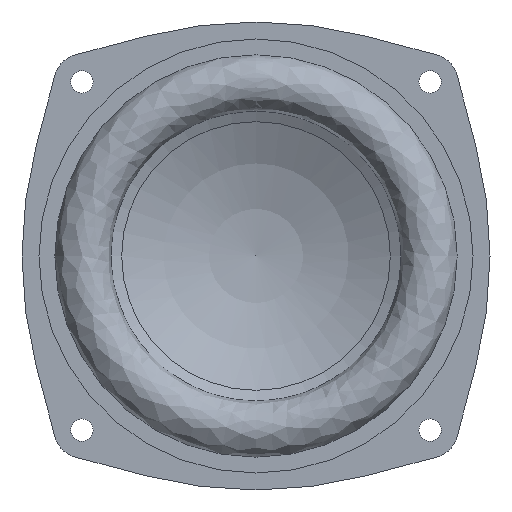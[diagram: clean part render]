
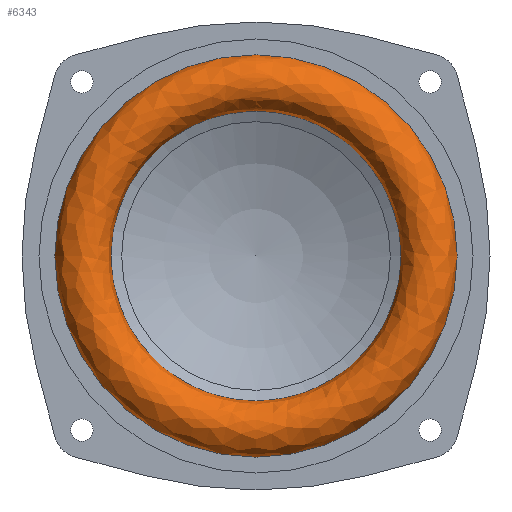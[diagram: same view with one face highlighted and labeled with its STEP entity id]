
A CAD part, front view. The second image highlights one B-rep face of the part: STEP entity #6343.
In plain terms, the highlighted face is a revolution surface.
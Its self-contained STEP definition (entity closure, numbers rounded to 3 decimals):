
#6292 = PLANE('',#6293);
#6293 = AXIS2_PLACEMENT_3D('',#6294,#6295,#6296);
#6294 = CARTESIAN_POINT('',(0.,-2.5,0.));
#6295 = DIRECTION('',(0.,1.,0.));
#6296 = DIRECTION('',(0.,0.,1.));
#6311 = EDGE_CURVE('',#6312,#6312,#6314,.T.);
#6312 = VERTEX_POINT('',#6313);
#6313 = CARTESIAN_POINT('',(0.,-2.5,38.));
#6314 = SURFACE_CURVE('',#6315,(#6320,#6327),.PCURVE_S1.);
#6315 = CIRCLE('',#6316,38.);
#6316 = AXIS2_PLACEMENT_3D('',#6317,#6318,#6319);
#6317 = CARTESIAN_POINT('',(0.,-2.5,0.));
#6318 = DIRECTION('',(0.,1.,0.));
#6319 = DIRECTION('',(0.,0.,1.));
#6320 = PCURVE('',#6292,#6321);
#6321 = DEFINITIONAL_REPRESENTATION('',(#6322),#6326);
#6322 = CIRCLE('',#6323,38.);
#6323 = AXIS2_PLACEMENT_2D('',#6324,#6325);
#6324 = CARTESIAN_POINT('',(0.,0.));
#6325 = DIRECTION('',(1.,0.));
#6326 = ( GEOMETRIC_REPRESENTATION_CONTEXT(2) 
PARAMETRIC_REPRESENTATION_CONTEXT() REPRESENTATION_CONTEXT('2D SPACE',''
  ) );
#6327 = PCURVE('',#6328,#6337);
#6328 = SURFACE_OF_REVOLUTION('',#6329,#6334);
#6329 = CIRCLE('',#6330,5.373);
#6330 = AXIS2_PLACEMENT_3D('',#6331,#6332,#6333);
#6331 = CARTESIAN_POINT('',(0.,-1.627,32.699)
  );
#6332 = DIRECTION('',(1.,0.,0.));
#6333 = DIRECTION('',(0.,1.,0.));
#6334 = AXIS1_PLACEMENT('',#6335,#6336);
#6335 = CARTESIAN_POINT('',(0.,-2.,0.));
#6336 = DIRECTION('',(0.,1.,0.));
#6337 = DEFINITIONAL_REPRESENTATION('',(#6338),#6342);
#6338 = LINE('',#6339,#6340);
#6339 = CARTESIAN_POINT('',(0.,1.734));
#6340 = VECTOR('',#6341,1.);
#6341 = DIRECTION('',(1.,0.));
#6342 = ( GEOMETRIC_REPRESENTATION_CONTEXT(2) 
PARAMETRIC_REPRESENTATION_CONTEXT() REPRESENTATION_CONTEXT('2D SPACE',''
  ) );
#6343 = ADVANCED_FACE('',(#6344),#6328,.F.);
#6344 = FACE_BOUND('',#6345,.F.);
#6345 = EDGE_LOOP('',(#6346,#6347,#6371,#6398));
#6346 = ORIENTED_EDGE('',*,*,#6311,.T.);
#6347 = ORIENTED_EDGE('',*,*,#6348,.T.);
#6348 = EDGE_CURVE('',#6312,#6349,#6351,.T.);
#6349 = VERTEX_POINT('',#6350);
#6350 = CARTESIAN_POINT('',(0.,0.979,28.));
#6351 = SEAM_CURVE('',#6352,(#6357,#6364),.PCURVE_S1.);
#6352 = CIRCLE('',#6353,5.373);
#6353 = AXIS2_PLACEMENT_3D('',#6354,#6355,#6356);
#6354 = CARTESIAN_POINT('',(0.,-1.627,32.699)
  );
#6355 = DIRECTION('',(1.,0.,0.));
#6356 = DIRECTION('',(0.,1.,0.));
#6357 = PCURVE('',#6328,#6358);
#6358 = DEFINITIONAL_REPRESENTATION('',(#6359),#6363);
#6359 = LINE('',#6360,#6361);
#6360 = CARTESIAN_POINT('',(0.,0.));
#6361 = VECTOR('',#6362,1.);
#6362 = DIRECTION('',(0.,1.));
#6363 = ( GEOMETRIC_REPRESENTATION_CONTEXT(2) 
PARAMETRIC_REPRESENTATION_CONTEXT() REPRESENTATION_CONTEXT('2D SPACE',''
  ) );
#6364 = PCURVE('',#6328,#6365);
#6365 = DEFINITIONAL_REPRESENTATION('',(#6366),#6370);
#6366 = LINE('',#6367,#6368);
#6367 = CARTESIAN_POINT('',(6.283,0.));
#6368 = VECTOR('',#6369,1.);
#6369 = DIRECTION('',(0.,1.));
#6370 = ( GEOMETRIC_REPRESENTATION_CONTEXT(2) 
PARAMETRIC_REPRESENTATION_CONTEXT() REPRESENTATION_CONTEXT('2D SPACE',''
  ) );
#6371 = ORIENTED_EDGE('',*,*,#6372,.F.);
#6372 = EDGE_CURVE('',#6349,#6349,#6373,.T.);
#6373 = SURFACE_CURVE('',#6374,(#6379,#6386),.PCURVE_S1.);
#6374 = CIRCLE('',#6375,28.);
#6375 = AXIS2_PLACEMENT_3D('',#6376,#6377,#6378);
#6376 = CARTESIAN_POINT('',(0.,0.979,0.));
#6377 = DIRECTION('',(0.,1.,0.));
#6378 = DIRECTION('',(0.,0.,1.));
#6379 = PCURVE('',#6328,#6380);
#6380 = DEFINITIONAL_REPRESENTATION('',(#6381),#6385);
#6381 = LINE('',#6382,#6383);
#6382 = CARTESIAN_POINT('',(0.,5.219));
#6383 = VECTOR('',#6384,1.);
#6384 = DIRECTION('',(1.,0.));
#6385 = ( GEOMETRIC_REPRESENTATION_CONTEXT(2) 
PARAMETRIC_REPRESENTATION_CONTEXT() REPRESENTATION_CONTEXT('2D SPACE',''
  ) );
#6386 = PCURVE('',#6387,#6392);
#6387 = CONICAL_SURFACE('',#6388,28.,1.064);
#6388 = AXIS2_PLACEMENT_3D('',#6389,#6390,#6391);
#6389 = CARTESIAN_POINT('',(0.,0.979,0.));
#6390 = DIRECTION('',(0.,-1.,0.));
#6391 = DIRECTION('',(0.,0.,1.));
#6392 = DEFINITIONAL_REPRESENTATION('',(#6393),#6397);
#6393 = LINE('',#6394,#6395);
#6394 = CARTESIAN_POINT('',(0.,0.));
#6395 = VECTOR('',#6396,1.);
#6396 = DIRECTION('',(-1.,-0.));
#6397 = ( GEOMETRIC_REPRESENTATION_CONTEXT(2) 
PARAMETRIC_REPRESENTATION_CONTEXT() REPRESENTATION_CONTEXT('2D SPACE',''
  ) );
#6398 = ORIENTED_EDGE('',*,*,#6348,.F.);
